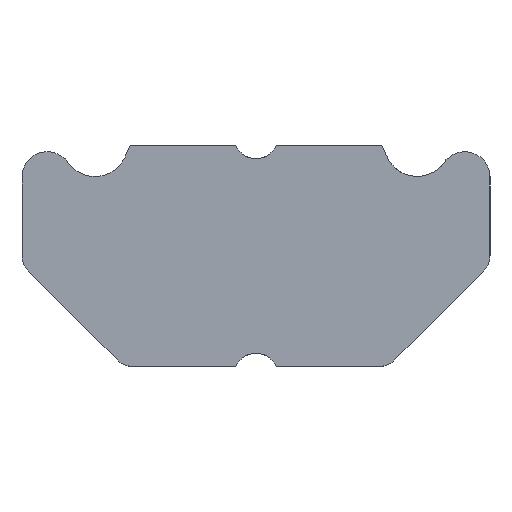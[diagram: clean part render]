
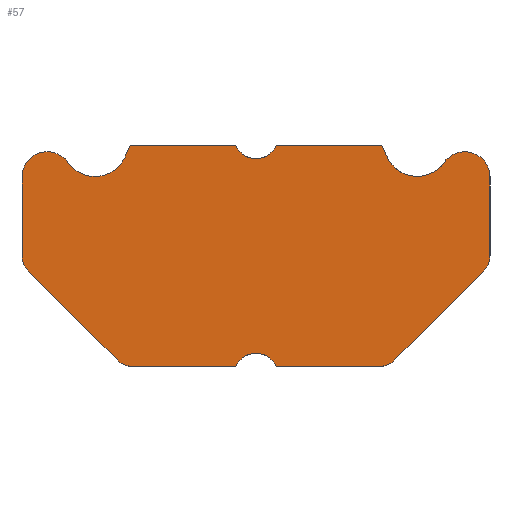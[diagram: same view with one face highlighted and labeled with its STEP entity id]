
A CAD part, left-side view. The second image highlights one B-rep face of the part: STEP entity #57.
In plain terms, the highlighted planar face has unit normal (-1, 0, 0).
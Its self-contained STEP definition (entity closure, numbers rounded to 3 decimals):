
#57=ADVANCED_FACE('',(#134),#135,.F.);
#134=FACE_OUTER_BOUND('',#229,.T.);
#135=PLANE('',#230);
#229=EDGE_LOOP('',(#344,#345,#346,#347,#348,#349,#350,#351,#352,#353,#354,#355,#356,#357,#358,#359,#360,#361,#362,#363));
#230=AXIS2_PLACEMENT_3D('',#364,#365,#366);
#344=ORIENTED_EDGE('',*,*,#621,.T.);
#345=ORIENTED_EDGE('',*,*,#622,.T.);
#346=ORIENTED_EDGE('',*,*,#623,.T.);
#347=ORIENTED_EDGE('',*,*,#624,.F.);
#348=ORIENTED_EDGE('',*,*,#599,.F.);
#349=ORIENTED_EDGE('',*,*,#625,.F.);
#350=ORIENTED_EDGE('',*,*,#626,.T.);
#351=ORIENTED_EDGE('',*,*,#627,.F.);
#352=ORIENTED_EDGE('',*,*,#628,.T.);
#353=ORIENTED_EDGE('',*,*,#629,.F.);
#354=ORIENTED_EDGE('',*,*,#630,.F.);
#355=ORIENTED_EDGE('',*,*,#631,.F.);
#356=ORIENTED_EDGE('',*,*,#632,.T.);
#357=ORIENTED_EDGE('',*,*,#633,.T.);
#358=ORIENTED_EDGE('',*,*,#634,.T.);
#359=ORIENTED_EDGE('',*,*,#635,.T.);
#360=ORIENTED_EDGE('',*,*,#636,.T.);
#361=ORIENTED_EDGE('',*,*,#637,.F.);
#362=ORIENTED_EDGE('',*,*,#638,.T.);
#363=ORIENTED_EDGE('',*,*,#639,.T.);
#364=CARTESIAN_POINT('',(0.,-5.3,-3.0));
#365=DIRECTION('',(1.0,0.,0.0));
#366=DIRECTION('',(0.,1.0,0.0));
#599=EDGE_CURVE('',#714,#710,#716,.T.);
#621=EDGE_CURVE('',#756,#757,#758,.T.);
#622=EDGE_CURVE('',#757,#759,#760,.F.);
#623=EDGE_CURVE('',#759,#761,#762,.T.);
#624=EDGE_CURVE('',#710,#761,#763,.T.);
#625=EDGE_CURVE('',#764,#714,#765,.T.);
#626=EDGE_CURVE('',#764,#766,#767,.T.);
#627=EDGE_CURVE('',#768,#766,#769,.T.);
#628=EDGE_CURVE('',#768,#770,#771,.T.);
#629=EDGE_CURVE('',#772,#770,#773,.T.);
#630=EDGE_CURVE('',#774,#772,#775,.T.);
#631=EDGE_CURVE('',#776,#774,#777,.T.);
#632=EDGE_CURVE('',#776,#778,#779,.T.);
#633=EDGE_CURVE('',#778,#780,#781,.F.);
#634=EDGE_CURVE('',#780,#782,#783,.T.);
#635=EDGE_CURVE('',#782,#784,#785,.F.);
#636=EDGE_CURVE('',#784,#786,#787,.T.);
#637=EDGE_CURVE('',#788,#786,#789,.T.);
#638=EDGE_CURVE('',#788,#790,#791,.T.);
#639=EDGE_CURVE('',#790,#756,#792,.F.);
#710=VERTEX_POINT('',#879);
#714=VERTEX_POINT('',#893);
#716=B_SPLINE_CURVE_WITH_KNOTS('',3,(#896,#897,#898,#899,#900,#901,#902,#903,#904,#905),.UNSPECIFIED.,.F.,.F.,(4,2,2,2,4),(0.0,0.25,0.5,0.75,1.0),.UNSPECIFIED.);
#756=VERTEX_POINT('',#955);
#757=VERTEX_POINT('',#956);
#758=LINE('',#957,#958);
#759=VERTEX_POINT('',#959);
#760=CIRCLE('',#960,0.5);
#761=VERTEX_POINT('',#961);
#762=LINE('',#962,#963);
#763=CIRCLE('',#964,0.57);
#764=VERTEX_POINT('',#965);
#765=LINE('',#966,#967);
#766=VERTEX_POINT('',#968);
#767=LINE('',#969,#970);
#768=VERTEX_POINT('',#971);
#769=CIRCLE('',#972,0.5);
#770=VERTEX_POINT('',#973);
#771=LINE('',#974,#975);
#772=VERTEX_POINT('',#976);
#773=LINE('',#977,#978);
#774=VERTEX_POINT('',#979);
#775=CIRCLE('',#980,0.75);
#776=VERTEX_POINT('',#981);
#777=CIRCLE('',#982,0.57);
#778=VERTEX_POINT('',#983);
#779=LINE('',#984,#985);
#780=VERTEX_POINT('',#986);
#781=CIRCLE('',#987,0.5);
#782=VERTEX_POINT('',#988);
#783=LINE('',#989,#990);
#784=VERTEX_POINT('',#991);
#785=CIRCLE('',#992,0.5);
#786=VERTEX_POINT('',#993);
#787=LINE('',#994,#995);
#788=VERTEX_POINT('',#996);
#789=CIRCLE('',#997,0.5);
#790=VERTEX_POINT('',#998);
#791=LINE('',#999,#1000);
#792=CIRCLE('',#1001,0.5);
#879=CARTESIAN_POINT('',(0.,-4.302,2.076));
#893=CARTESIAN_POINT('',(0.,-2.955,2.171));
#896=CARTESIAN_POINT('',(0.,-2.951,2.181));
#897=CARTESIAN_POINT('',(0.,-3.003,2.048));
#898=CARTESIAN_POINT('',(0.,-3.093,1.931));
#899=CARTESIAN_POINT('',(0.,-3.323,1.762));
#900=CARTESIAN_POINT('',(0.,-3.462,1.712));
#901=CARTESIAN_POINT('',(0.,-3.747,1.694));
#902=CARTESIAN_POINT('',(0.,-3.892,1.727));
#903=CARTESIAN_POINT('',(0.,-4.141,1.866));
#904=CARTESIAN_POINT('',(0.,-4.245,1.972));
#905=CARTESIAN_POINT('',(0.,-4.312,2.098));
#955=CARTESIAN_POINT('',(0.,-3.146,-2.454));
#956=CARTESIAN_POINT('',(0.,-5.154,-0.446));
#957=CARTESIAN_POINT('',(0.,-3.0,-2.6));
#958=VECTOR('',#1201,1.0);
#959=CARTESIAN_POINT('',(0.,-5.3,-0.093));
#960=AXIS2_PLACEMENT_3D('',#1202,#1203,#1204);
#961=CARTESIAN_POINT('',(0.,-5.3,1.691));
#962=CARTESIAN_POINT('',(0.,-5.3,-3.0));
#963=VECTOR('',#1205,1.0);
#964=AXIS2_PLACEMENT_3D('',#1206,#1207,#1208);
#965=CARTESIAN_POINT('',(0.,-2.85,2.4));
#966=CARTESIAN_POINT('',(0.,-2.85,2.4));
#967=VECTOR('',#1209,1.0);
#968=CARTESIAN_POINT('',(0.,-0.458,2.4));
#969=CARTESIAN_POINT('',(0.,-5.3,2.4));
#970=VECTOR('',#1210,1.0);
#971=CARTESIAN_POINT('',(0.,0.458,2.4));
#972=AXIS2_PLACEMENT_3D('',#1211,#1212,#1213);
#973=CARTESIAN_POINT('',(0.,2.85,2.4));
#974=CARTESIAN_POINT('',(0.,-5.3,2.4));
#975=VECTOR('',#1214,1.0);
#976=CARTESIAN_POINT('',(0.,2.966,2.142));
#977=CARTESIAN_POINT('',(0.,2.85,2.4));
#978=VECTOR('',#1215,1.0);
#979=CARTESIAN_POINT('',(0.,4.312,2.098));
#980=AXIS2_PLACEMENT_3D('',#1216,#1217,#1218);
#981=CARTESIAN_POINT('',(0.,5.3,1.691));
#982=AXIS2_PLACEMENT_3D('',#1219,#1220,#1221);
#983=CARTESIAN_POINT('',(0.,5.3,-0.093));
#984=CARTESIAN_POINT('',(0.,5.3,2.4));
#985=VECTOR('',#1222,1.0);
#986=CARTESIAN_POINT('',(0.,5.154,-0.446));
#987=AXIS2_PLACEMENT_3D('',#1223,#1224,#1225);
#988=CARTESIAN_POINT('',(0.,3.146,-2.454));
#989=CARTESIAN_POINT('',(0.,3.0,-2.6));
#990=VECTOR('',#1226,1.0);
#991=CARTESIAN_POINT('',(0.,2.793,-2.6));
#992=AXIS2_PLACEMENT_3D('',#1227,#1228,#1229);
#993=CARTESIAN_POINT('',(0.,0.458,-2.6));
#994=CARTESIAN_POINT('',(0.,4.674,-2.6));
#995=VECTOR('',#1230,1.0);
#996=CARTESIAN_POINT('',(0.,-0.458,-2.6));
#997=AXIS2_PLACEMENT_3D('',#1231,#1232,#1233);
#998=CARTESIAN_POINT('',(0.,-2.793,-2.6));
#999=CARTESIAN_POINT('',(0.,4.674,-2.6));
#1000=VECTOR('',#1234,1.0);
#1001=AXIS2_PLACEMENT_3D('',#1235,#1236,#1237);
#1201=DIRECTION('',(0.,-0.707,0.707));
#1202=CARTESIAN_POINT('',(0.0,-4.8,-0.093));
#1203=DIRECTION('',(1.0,0.,0.0));
#1204=DIRECTION('',(0.,1.0,0.0));
#1205=DIRECTION('',(0.,0.,1.0));
#1206=CARTESIAN_POINT('',(0.0,-4.73,1.691));
#1207=DIRECTION('',(1.0,0.,0.0));
#1208=DIRECTION('',(0.,1.0,0.0));
#1209=DIRECTION('',(0.,-0.415,-0.91));
#1210=DIRECTION('',(0.,1.0,0.0));
#1211=CARTESIAN_POINT('',(0.,0.,2.6));
#1212=DIRECTION('',(-1.0,0.,0.0));
#1213=DIRECTION('',(0.,-1.0,0.0));
#1214=DIRECTION('',(0.,1.0,0.0));
#1215=DIRECTION('',(0.,-0.411,0.912));
#1216=CARTESIAN_POINT('',(0.,3.65,2.45));
#1217=DIRECTION('',(-1.0,0.,0.0));
#1218=DIRECTION('',(0.,-1.0,0.0));
#1219=CARTESIAN_POINT('',(0.0,4.73,1.691));
#1220=DIRECTION('',(1.0,0.,0.0));
#1221=DIRECTION('',(0.,1.0,0.0));
#1222=DIRECTION('',(0.0,0.0,-1.0));
#1223=CARTESIAN_POINT('',(0.0,4.8,-0.093));
#1224=DIRECTION('',(1.0,0.,0.0));
#1225=DIRECTION('',(0.,1.0,0.0));
#1226=DIRECTION('',(0.,-0.707,-0.707));
#1227=CARTESIAN_POINT('',(0.0,2.793,-2.1));
#1228=DIRECTION('',(1.0,0.,0.0));
#1229=DIRECTION('',(0.,1.0,0.0));
#1230=DIRECTION('',(0.,-1.0,0.0));
#1231=CARTESIAN_POINT('',(0.,0.,-2.8));
#1232=DIRECTION('',(-1.0,0.,0.0));
#1233=DIRECTION('',(0.,-1.0,0.0));
#1234=DIRECTION('',(0.,-1.0,0.0));
#1235=CARTESIAN_POINT('',(0.0,-2.793,-2.1));
#1236=DIRECTION('',(1.0,0.,0.0));
#1237=DIRECTION('',(0.,1.0,0.0));
